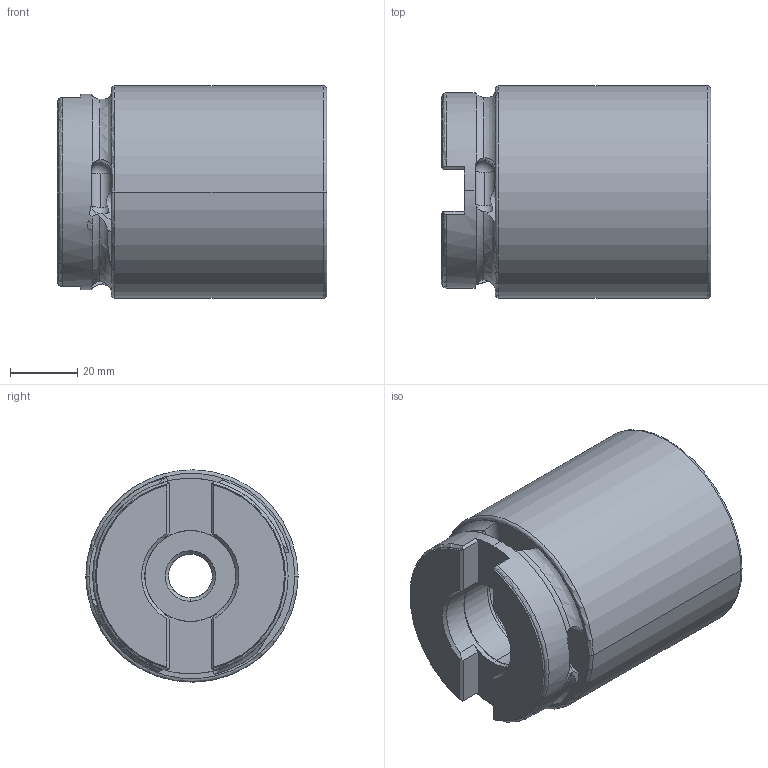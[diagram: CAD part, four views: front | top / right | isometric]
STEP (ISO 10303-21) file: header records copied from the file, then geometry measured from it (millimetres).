
FILE_DESCRIPTION (( 'STEP AP214' ), '1' );
FILE_NAME ('VZF-63-64-49-4 KD27.STEP', '2012-12-07T10:52:54', ( '' ), ( '' ), 'SwSTEP 2.0', 'SolidWorks 2012', '' );
FILE_SCHEMA (( 'AUTOMOTIVE_DESIGN' ));
Length unit declared in the file: millimetre
Products named in the file (1): VZF-63-64-49-4 KD27
Bounding box: 80.05 x 63 x 63 mm (x, y, z)
Volume: 204643.7 mm3; surface area: 33325.1 mm2
Topology: 1 solids, 3 shells, 330 faces, 981 edges, 643 vertices
Faces by surface type: plane 156, cylinder 94, cone 24, bspline 22, torus 18, sphere 16
Entity records: 13911 total; most frequent: CARTESIAN_POINT 5600, ORIENTED_EDGE 1942, DIRECTION 1398, EDGE_CURVE 971, VERTEX_POINT 643, AXIS2_PLACEMENT_3D 520, LINE 358, VECTOR 358
